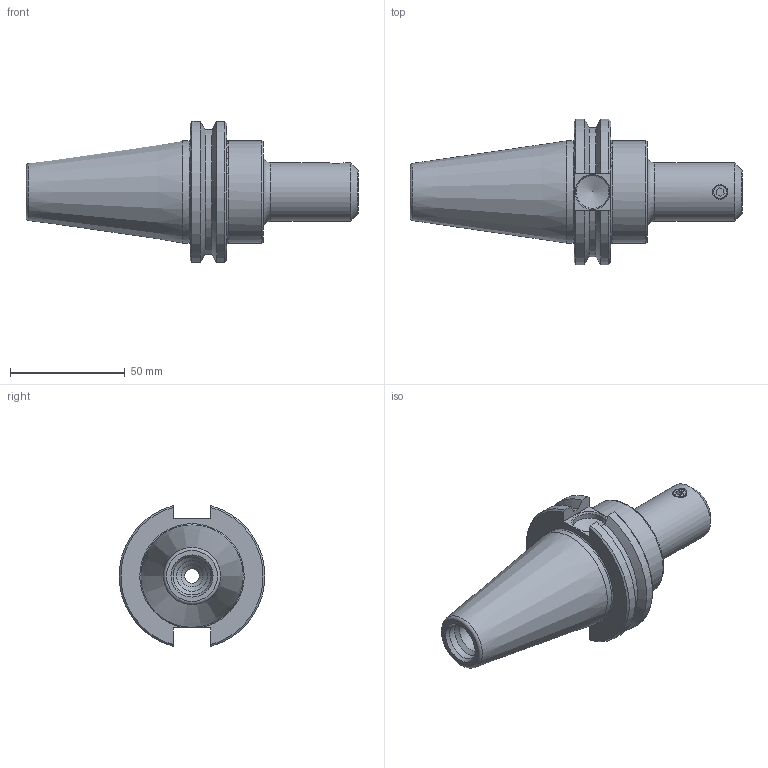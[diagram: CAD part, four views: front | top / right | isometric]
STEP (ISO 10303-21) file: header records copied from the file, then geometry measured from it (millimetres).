
FILE_DESCRIPTION((''),'2;1');
FILE_NAME('C40-25EM3.iam.stp','2014-07-07T09:43:03',(''),(''),'Autodesk Inventor 2012','Autodesk Inventor 2012','');
FILE_SCHEMA(('AUTOMOTIVE_DESIGN { 1 0 10303 214 1 1 1 1 }'));
Length unit declared in the file: inch
Products named in the file (3): C40-25EM3; C40-25EM3-1; 029-018
Assembly tree (2 placements, depth 2):
  C40-25EM3
    C40-25EM3-1
    029-018
Bounding box: 144.46 x 63.26 x 61.38 mm (x, y, z)
Volume: 142071.9 mm3; surface area: 27268.4 mm2
Topology: 2 solids, 2 shells, 62 faces, 152 edges, 96 vertices
Faces by surface type: cone 20, plane 20, cylinder 16, torus 6
Full cylindrical faces by diameter (mm): 5.359 x1, 6.35 x2, 9.525 x1, 13.386 x1, 14.3 x1, 16.459 x1, 25.4 x1, 44.45 x2
Entity records: 1798 total; most frequent: CARTESIAN_POINT 400, DIRECTION 278, ORIENTED_EDGE 234, EDGE_CURVE 117, AXIS2_PLACEMENT_3D 115, EDGE_LOOP 96, VERTEX_POINT 89, FACE_OUTER_BOUND 62
